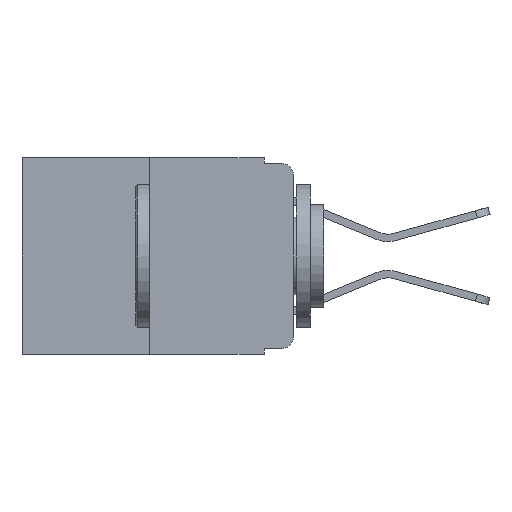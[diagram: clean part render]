
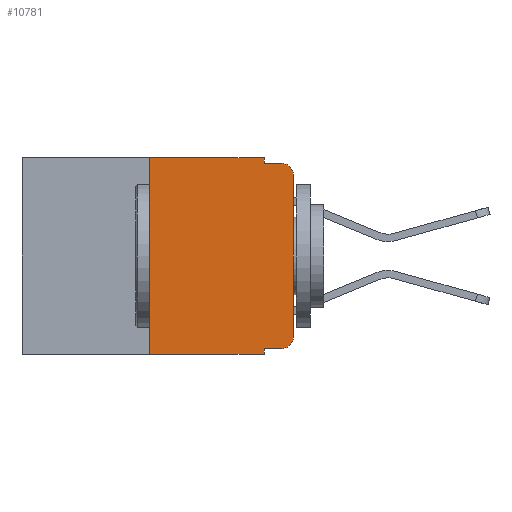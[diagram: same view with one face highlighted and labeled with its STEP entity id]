
A CAD part, left-side view. The second image highlights one B-rep face of the part: STEP entity #10781.
In plain terms, the highlighted planar face has unit normal (-1, 0, 0).
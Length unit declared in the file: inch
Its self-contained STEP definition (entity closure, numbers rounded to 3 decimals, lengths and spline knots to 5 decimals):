
#2 = VERTEX_POINT ( 'NONE', #3388 ) ;
#185 = CARTESIAN_POINT ( 'NONE',  ( 0., 0.473, 0. ) ) ;
#296 = DIRECTION ( 'NONE',  ( 0., 0., 1. ) ) ;
#345 = CARTESIAN_POINT ( 'NONE',  ( 0., 0.25, 0. ) ) ;
#533 = VECTOR ( 'NONE', #726, 39.37008 ) ;
#562 = EDGE_CURVE ( 'NONE', #8002, #2, #8380, .T. ) ;
#726 = DIRECTION ( 'NONE',  ( 0., 0., 1. ) ) ;
#761 = ORIENTED_EDGE ( 'NONE', *, *, #2474, .F. ) ;
#803 = VERTEX_POINT ( 'NONE', #4071 ) ;
#822 = DIRECTION ( 'NONE',  ( 0., 0., -1. ) ) ;
#982 = ORIENTED_EDGE ( 'NONE', *, *, #1865, .F. ) ;
#989 = VERTEX_POINT ( 'NONE', #2738 ) ;
#1000 = CARTESIAN_POINT ( 'NONE',  ( 0., 0., 0. ) ) ;
#1127 = VERTEX_POINT ( 'NONE', #7075 ) ;
#1187 = DIRECTION ( 'NONE',  ( 0., 0., -1. ) ) ;
#1299 = VECTOR ( 'NONE', #296, 39.37008 ) ;
#1719 = CARTESIAN_POINT ( 'NONE',  ( 0., 0.02, -0.333 ) ) ;
#1865 = EDGE_CURVE ( 'NONE', #989, #803, #8779, .T. ) ;
#2042 = CARTESIAN_POINT ( 'NONE',  ( 0., 0.051, 0. ) ) ;
#2211 = LINE ( 'NONE', #2042, #8950 ) ;
#2244 = VECTOR ( 'NONE', #5611, 39.37008 ) ;
#2287 = DIRECTION ( 'NONE',  ( 0., -1., 0. ) ) ;
#2474 = EDGE_CURVE ( 'NONE', #803, #8247, #7158, .T. ) ;
#2619 = CIRCLE ( 'NONE', #7898, 0.02 ) ;
#2738 = CARTESIAN_POINT ( 'NONE',  ( 0., 0.051, 0. ) ) ;
#2996 = PLANE ( 'NONE',  #7244 ) ;
#3296 = LINE ( 'NONE', #1000, #533 ) ;
#3320 = DIRECTION ( 'NONE',  ( 0., -1., 0. ) ) ;
#3353 = VECTOR ( 'NONE', #10756, 39.37008 ) ;
#3366 = VECTOR ( 'NONE', #3320, 39.37008 ) ;
#3388 = CARTESIAN_POINT ( 'NONE',  ( 0., 0.25, 0. ) ) ;
#3653 = CARTESIAN_POINT ( 'NONE',  ( 0., 0.051, 0. ) ) ;
#3681 = EDGE_CURVE ( 'NONE', #6512, #8247, #2619, .T. ) ;
#3774 = VERTEX_POINT ( 'NONE', #11140 ) ;
#3950 = DIRECTION ( 'NONE',  ( 0., 0., -1. ) ) ;
#3960 = VERTEX_POINT ( 'NONE', #11155 ) ;
#4071 = CARTESIAN_POINT ( 'NONE',  ( 0., 0.051, -0.01 ) ) ;
#4156 = VECTOR ( 'NONE', #3950, 39.37008 ) ;
#4158 = ORIENTED_EDGE ( 'NONE', *, *, #9668, .T. ) ;
#4300 = EDGE_CURVE ( 'NONE', #3960, #6512, #3296, .T. ) ;
#4394 = CIRCLE ( 'NONE', #7950, 0.02 ) ;
#4737 = CARTESIAN_POINT ( 'NONE',  ( 0., 0.473, 0. ) ) ;
#4776 = CARTESIAN_POINT ( 'NONE',  ( 0., 0.051, -0.01 ) ) ;
#5587 = DIRECTION ( 'NONE',  ( 0., 0., -1. ) ) ;
#5611 = DIRECTION ( 'NONE',  ( 0., -1., 0. ) ) ;
#5774 = ORIENTED_EDGE ( 'NONE', *, *, #10363, .T. ) ;
#6208 = DIRECTION ( 'NONE',  ( -1., 0., 0. ) ) ;
#6244 = LINE ( 'NONE', #9915, #3353 ) ;
#6283 = CARTESIAN_POINT ( 'NONE',  ( 0., 0., -0.03 ) ) ;
#6368 = CARTESIAN_POINT ( 'NONE',  ( 0., 0.25, -0.343 ) ) ;
#6512 = VERTEX_POINT ( 'NONE', #6283 ) ;
#6543 = DIRECTION ( 'NONE',  ( 1., 0., 0. ) ) ;
#6710 = CARTESIAN_POINT ( 'NONE',  ( 0., 0.02, -0.01 ) ) ;
#6869 = VECTOR ( 'NONE', #2287, 39.37008 ) ;
#6873 = CARTESIAN_POINT ( 'NONE',  ( 0., 0.473, -0.343 ) ) ;
#7075 = CARTESIAN_POINT ( 'NONE',  ( 0., 0.051, -0.343 ) ) ;
#7158 = LINE ( 'NONE', #4776, #6869 ) ;
#7240 = EDGE_LOOP ( 'NONE', ( #8083, #11232, #761, #982, #10557, #9140, #5774, #8787, #9928, #4158 ) ) ;
#7244 = AXIS2_PLACEMENT_3D ( 'NONE', #185, #6543, #1187 ) ;
#7898 = AXIS2_PLACEMENT_3D ( 'NONE', #9014, #9024, #10746 ) ;
#7950 = AXIS2_PLACEMENT_3D ( 'NONE', #11265, #6208, #822 ) ;
#8002 = VERTEX_POINT ( 'NONE', #6368 ) ;
#8043 = LINE ( 'NONE', #6873, #3366 ) ;
#8083 = ORIENTED_EDGE ( 'NONE', *, *, #4300, .T. ) ;
#8247 = VERTEX_POINT ( 'NONE', #6710 ) ;
#8380 = LINE ( 'NONE', #345, #1299 ) ;
#8779 = LINE ( 'NONE', #3653, #4156 ) ;
#8787 = ORIENTED_EDGE ( 'NONE', *, *, #11325, .F. ) ;
#8950 = VECTOR ( 'NONE', #5587, 39.37008 ) ;
#9014 = CARTESIAN_POINT ( 'NONE',  ( 0., 0.02, -0.03 ) ) ;
#9024 = DIRECTION ( 'NONE',  ( -1., 0., 0. ) ) ;
#9098 = VERTEX_POINT ( 'NONE', #1719 ) ;
#9140 = ORIENTED_EDGE ( 'NONE', *, *, #562, .F. ) ;
#9668 = EDGE_CURVE ( 'NONE', #9098, #3960, #4394, .T. ) ;
#9915 = CARTESIAN_POINT ( 'NONE',  ( 0., 0.051, -0.333 ) ) ;
#9928 = ORIENTED_EDGE ( 'NONE', *, *, #10780, .T. ) ;
#9960 = FACE_OUTER_BOUND ( 'NONE', #7240, .T. ) ;
#10085 = EDGE_CURVE ( 'NONE', #2, #989, #11149, .T. ) ;
#10363 = EDGE_CURVE ( 'NONE', #8002, #1127, #8043, .T. ) ;
#10557 = ORIENTED_EDGE ( 'NONE', *, *, #10085, .F. ) ;
#10746 = DIRECTION ( 'NONE',  ( 0., 0., -1. ) ) ;
#10756 = DIRECTION ( 'NONE',  ( 0., -1., 0. ) ) ;
#10780 = EDGE_CURVE ( 'NONE', #3774, #9098, #6244, .T. ) ;
#10781 = ADVANCED_FACE ( 'NONE', ( #9960 ), #2996, .F. ) ;
#11140 = CARTESIAN_POINT ( 'NONE',  ( 0., 0.051, -0.333 ) ) ;
#11149 = LINE ( 'NONE', #4737, #2244 ) ;
#11155 = CARTESIAN_POINT ( 'NONE',  ( 0., 0., -0.313 ) ) ;
#11232 = ORIENTED_EDGE ( 'NONE', *, *, #3681, .T. ) ;
#11265 = CARTESIAN_POINT ( 'NONE',  ( 0., 0.02, -0.313 ) ) ;
#11325 = EDGE_CURVE ( 'NONE', #3774, #1127, #2211, .T. ) ;
